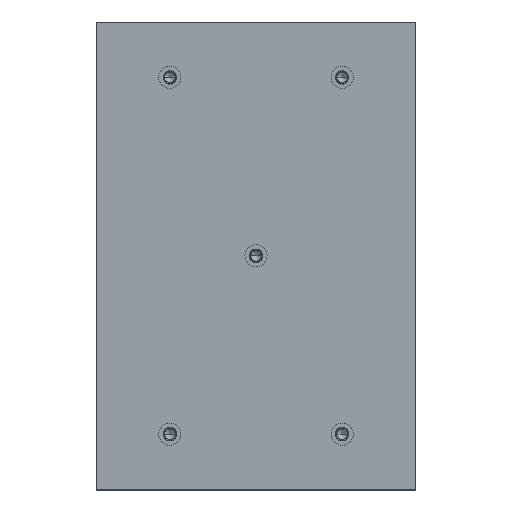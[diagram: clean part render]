
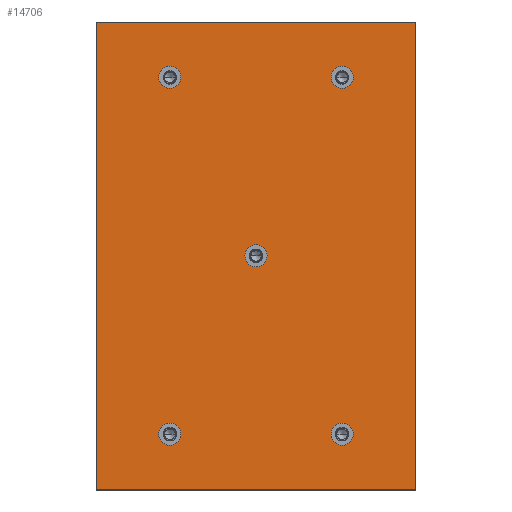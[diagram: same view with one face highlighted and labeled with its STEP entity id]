
A CAD part, top view. The second image highlights one B-rep face of the part: STEP entity #14706.
In plain terms, the highlighted planar face has unit normal (0, 0, 1).
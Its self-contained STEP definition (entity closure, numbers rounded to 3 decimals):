
#14221=DIRECTION('',(-1.,0.,0.));
#14222=VECTOR('',#14221,260.);
#14223=CARTESIAN_POINT('',(22.,355.,48.));
#14224=LINE('',#14223,#14222);
#14225=DIRECTION('',(0.,1.,0.));
#14226=VECTOR('',#14225,380.);
#14227=CARTESIAN_POINT('',(22.,-25.,48.));
#14228=LINE('',#14227,#14226);
#14229=DIRECTION('',(1.,0.,0.));
#14230=VECTOR('',#14229,260.);
#14231=CARTESIAN_POINT('',(-238.,-25.,48.));
#14232=LINE('',#14231,#14230);
#14233=DIRECTION('',(0.,-1.,0.));
#14234=VECTOR('',#14233,380.);
#14235=CARTESIAN_POINT('',(-238.,355.,48.));
#14236=LINE('',#14235,#14234);
#14237=CARTESIAN_POINT('',(-108.,165.,48.));
#14238=DIRECTION('',(0.,0.,1.));
#14239=DIRECTION('',(-1.,0.,0.));
#14240=AXIS2_PLACEMENT_3D('',#14237,#14238,#14239);
#14242=CARTESIAN_POINT('',(-108.,165.,48.));
#14243=DIRECTION('',(0.,0.,1.));
#14244=DIRECTION('',(1.,0.,0.));
#14245=AXIS2_PLACEMENT_3D('',#14242,#14243,#14244);
#14247=CARTESIAN_POINT('',(-178.,310.,48.));
#14248=DIRECTION('',(0.,0.,1.));
#14249=DIRECTION('',(-1.,0.,0.));
#14250=AXIS2_PLACEMENT_3D('',#14247,#14248,#14249);
#14252=CARTESIAN_POINT('',(-178.,310.,48.));
#14253=DIRECTION('',(0.,0.,1.));
#14254=DIRECTION('',(1.,0.,0.));
#14255=AXIS2_PLACEMENT_3D('',#14252,#14253,#14254);
#14257=CARTESIAN_POINT('',(-38.,310.,48.));
#14258=DIRECTION('',(0.,0.,1.));
#14259=DIRECTION('',(-1.,0.,0.));
#14260=AXIS2_PLACEMENT_3D('',#14257,#14258,#14259);
#14262=CARTESIAN_POINT('',(-38.,310.,48.));
#14263=DIRECTION('',(0.,0.,1.));
#14264=DIRECTION('',(1.,0.,0.));
#14265=AXIS2_PLACEMENT_3D('',#14262,#14263,#14264);
#14267=CARTESIAN_POINT('',(-38.,20.,48.));
#14268=DIRECTION('',(0.,0.,1.));
#14269=DIRECTION('',(-1.,0.,0.));
#14270=AXIS2_PLACEMENT_3D('',#14267,#14268,#14269);
#14272=CARTESIAN_POINT('',(-38.,20.,48.));
#14273=DIRECTION('',(0.,0.,1.));
#14274=DIRECTION('',(1.,0.,0.));
#14275=AXIS2_PLACEMENT_3D('',#14272,#14273,#14274);
#14277=CARTESIAN_POINT('',(-178.,20.,48.));
#14278=DIRECTION('',(0.,0.,1.));
#14279=DIRECTION('',(-1.,0.,0.));
#14280=AXIS2_PLACEMENT_3D('',#14277,#14278,#14279);
#14282=CARTESIAN_POINT('',(-178.,20.,48.));
#14283=DIRECTION('',(0.,0.,1.));
#14284=DIRECTION('',(1.,0.,0.));
#14285=AXIS2_PLACEMENT_3D('',#14282,#14283,#14284);
#14475=CARTESIAN_POINT('',(22.,355.,48.));
#14476=CARTESIAN_POINT('',(-238.,355.,48.));
#14477=VERTEX_POINT('',#14475);
#14478=VERTEX_POINT('',#14476);
#14479=CARTESIAN_POINT('',(-238.,-25.,48.));
#14480=VERTEX_POINT('',#14479);
#14481=CARTESIAN_POINT('',(22.,-25.,48.));
#14482=VERTEX_POINT('',#14481);
#14527=CARTESIAN_POINT('',(-117.,165.,48.));
#14528=CARTESIAN_POINT('',(-99.,165.,48.));
#14529=VERTEX_POINT('',#14527);
#14530=VERTEX_POINT('',#14528);
#14535=CARTESIAN_POINT('',(-187.,310.,48.));
#14536=CARTESIAN_POINT('',(-169.,310.,48.));
#14537=VERTEX_POINT('',#14535);
#14538=VERTEX_POINT('',#14536);
#14543=CARTESIAN_POINT('',(-47.,310.,48.));
#14544=CARTESIAN_POINT('',(-29.,310.,48.));
#14545=VERTEX_POINT('',#14543);
#14546=VERTEX_POINT('',#14544);
#14551=CARTESIAN_POINT('',(-47.,20.,48.));
#14552=CARTESIAN_POINT('',(-29.,20.,48.));
#14553=VERTEX_POINT('',#14551);
#14554=VERTEX_POINT('',#14552);
#14559=CARTESIAN_POINT('',(-187.,20.,48.));
#14560=CARTESIAN_POINT('',(-169.,20.,48.));
#14561=VERTEX_POINT('',#14559);
#14562=VERTEX_POINT('',#14560);
#14665=CARTESIAN_POINT('',(0.,0.,48.));
#14666=DIRECTION('',(0.,0.,1.));
#14667=DIRECTION('',(1.,0.,0.));
#14668=AXIS2_PLACEMENT_3D('',#14665,#14666,#14667);
#14669=PLANE('',#14668);
#14670=ORIENTED_EDGE('',*,*,#14617,.F.);
#14671=ORIENTED_EDGE('',*,*,#14632,.F.);
#14672=ORIENTED_EDGE('',*,*,#14646,.F.);
#14673=ORIENTED_EDGE('',*,*,#14659,.F.);
#14674=EDGE_LOOP('',(#14670,#14671,#14672,#14673));
#14675=FACE_OUTER_BOUND('',#14674,.F.);
#14677=ORIENTED_EDGE('',*,*,#14676,.T.);
#14679=ORIENTED_EDGE('',*,*,#14678,.T.);
#14680=EDGE_LOOP('',(#14677,#14679));
#14681=FACE_BOUND('',#14680,.F.);
#14683=ORIENTED_EDGE('',*,*,#14682,.T.);
#14685=ORIENTED_EDGE('',*,*,#14684,.T.);
#14686=EDGE_LOOP('',(#14683,#14685));
#14687=FACE_BOUND('',#14686,.F.);
#14689=ORIENTED_EDGE('',*,*,#14688,.T.);
#14691=ORIENTED_EDGE('',*,*,#14690,.T.);
#14692=EDGE_LOOP('',(#14689,#14691));
#14693=FACE_BOUND('',#14692,.F.);
#14695=ORIENTED_EDGE('',*,*,#14694,.T.);
#14697=ORIENTED_EDGE('',*,*,#14696,.T.);
#14698=EDGE_LOOP('',(#14695,#14697));
#14699=FACE_BOUND('',#14698,.F.);
#14701=ORIENTED_EDGE('',*,*,#14700,.T.);
#14703=ORIENTED_EDGE('',*,*,#14702,.T.);
#14704=EDGE_LOOP('',(#14701,#14703));
#14705=FACE_BOUND('',#14704,.F.);
#14706=ADVANCED_FACE('',(#14675,#14681,#14687,#14693,#14699,#14705),#14669,.T.);
#14241=CIRCLE('',#14240,9.);
#14246=CIRCLE('',#14245,9.);
#14251=CIRCLE('',#14250,9.);
#14256=CIRCLE('',#14255,9.);
#14261=CIRCLE('',#14260,9.);
#14266=CIRCLE('',#14265,9.);
#14271=CIRCLE('',#14270,9.);
#14276=CIRCLE('',#14275,9.);
#14281=CIRCLE('',#14280,9.);
#14286=CIRCLE('',#14285,9.);
#14617=EDGE_CURVE('',#14477,#14478,#14224,.T.);
#14632=EDGE_CURVE('',#14482,#14477,#14228,.T.);
#14646=EDGE_CURVE('',#14480,#14482,#14232,.T.);
#14659=EDGE_CURVE('',#14478,#14480,#14236,.T.);
#14676=EDGE_CURVE('',#14529,#14530,#14241,.T.);
#14678=EDGE_CURVE('',#14530,#14529,#14246,.T.);
#14682=EDGE_CURVE('',#14537,#14538,#14251,.T.);
#14684=EDGE_CURVE('',#14538,#14537,#14256,.T.);
#14688=EDGE_CURVE('',#14545,#14546,#14261,.T.);
#14690=EDGE_CURVE('',#14546,#14545,#14266,.T.);
#14694=EDGE_CURVE('',#14553,#14554,#14271,.T.);
#14696=EDGE_CURVE('',#14554,#14553,#14276,.T.);
#14700=EDGE_CURVE('',#14561,#14562,#14281,.T.);
#14702=EDGE_CURVE('',#14562,#14561,#14286,.T.);
